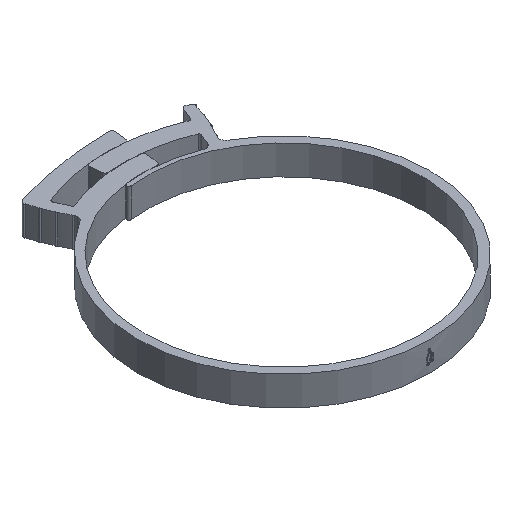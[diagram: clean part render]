
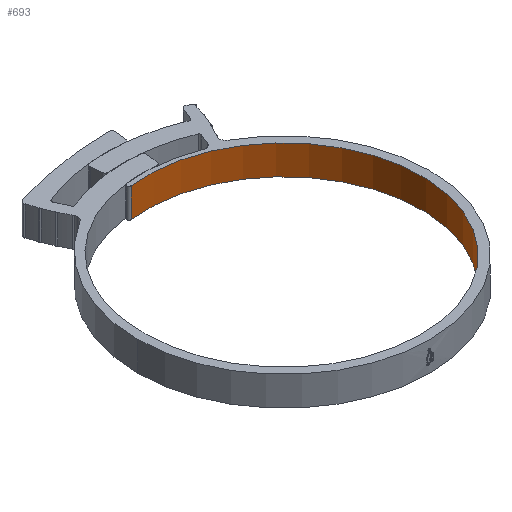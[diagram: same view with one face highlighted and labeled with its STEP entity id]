
A CAD part, isometric view. The second image highlights one B-rep face of the part: STEP entity #693.
In plain terms, the highlighted cylindrical face has radius 42.2 mm (diameter 84.4 mm), a partial arc.
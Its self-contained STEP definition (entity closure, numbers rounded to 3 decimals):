
#27 = VERTEX_POINT ( 'NONE', #1802 ) ;
#164 = LINE ( 'NONE', #2207, #2387 ) ;
#165 = EDGE_CURVE ( 'NONE', #27, #5449, #3920, .T. ) ;
#229 = CARTESIAN_POINT ( 'NONE',  ( -42.2, 0., 4.5 ) ) ;
#238 = LINE ( 'NONE', #5481, #2601 ) ;
#693 = ADVANCED_FACE ( 'NONE', ( #1660 ), #1698, .F. ) ;
#790 = DIRECTION ( 'NONE',  ( 0., 0., -1. ) ) ;
#1146 = DIRECTION ( 'NONE',  ( 0., 0., -1. ) ) ;
#1179 = CARTESIAN_POINT ( 'NONE',  ( 0., 0., 4.5 ) ) ;
#1248 = EDGE_LOOP ( 'NONE', ( #5562, #1396, #1273, #3965 ) ) ;
#1273 = ORIENTED_EDGE ( 'NONE', *, *, #4193, .F. ) ;
#1333 = EDGE_CURVE ( 'NONE', #5373, #27, #164, .T. ) ;
#1396 = ORIENTED_EDGE ( 'NONE', *, *, #1781, .F. ) ;
#1416 = VERTEX_POINT ( 'NONE', #229 ) ;
#1604 = CARTESIAN_POINT ( 'NONE',  ( 0., 0., -4.5 ) ) ;
#1660 = FACE_OUTER_BOUND ( 'NONE', #1248, .T. ) ;
#1698 = CYLINDRICAL_SURFACE ( 'NONE', #6038, 42.2 ) ;
#1781 = EDGE_CURVE ( 'NONE', #1416, #5449, #238, .T. ) ;
#1802 = CARTESIAN_POINT ( 'NONE',  ( -5., 41.903, -4.5 ) ) ;
#2207 = CARTESIAN_POINT ( 'NONE',  ( -5., 41.903, 4.5 ) ) ;
#2229 = DIRECTION ( 'NONE',  ( -1., 0., 0. ) ) ;
#2387 = VECTOR ( 'NONE', #790, 1000. ) ;
#2601 = VECTOR ( 'NONE', #6349, 1000. ) ;
#2921 = DIRECTION ( 'NONE',  ( 0., 0., -1. ) ) ;
#3116 = CARTESIAN_POINT ( 'NONE',  ( -42.2, 0., -4.5 ) ) ;
#3463 = CARTESIAN_POINT ( 'NONE',  ( -5., 41.903, 4.5 ) ) ;
#3920 = CIRCLE ( 'NONE', #5924, 42.2 ) ;
#3965 = ORIENTED_EDGE ( 'NONE', *, *, #1333, .T. ) ;
#4193 = EDGE_CURVE ( 'NONE', #5373, #1416, #6353, .T. ) ;
#4893 = CARTESIAN_POINT ( 'NONE',  ( 0., 0., 4.5 ) ) ;
#4956 = DIRECTION ( 'NONE',  ( -1., 0., 0. ) ) ;
#5185 = DIRECTION ( 'NONE',  ( -1., 0., 0. ) ) ;
#5373 = VERTEX_POINT ( 'NONE', #3463 ) ;
#5426 = AXIS2_PLACEMENT_3D ( 'NONE', #4893, #2921, #4956 ) ;
#5449 = VERTEX_POINT ( 'NONE', #3116 ) ;
#5481 = CARTESIAN_POINT ( 'NONE',  ( -42.2, 0., 4.5 ) ) ;
#5562 = ORIENTED_EDGE ( 'NONE', *, *, #165, .T. ) ;
#5691 = DIRECTION ( 'NONE',  ( 0., 0., -1. ) ) ;
#5924 = AXIS2_PLACEMENT_3D ( 'NONE', #1604, #5691, #5185 ) ;
#6038 = AXIS2_PLACEMENT_3D ( 'NONE', #1179, #1146, #2229 ) ;
#6349 = DIRECTION ( 'NONE',  ( 0., 0., -1. ) ) ;
#6353 = CIRCLE ( 'NONE', #5426, 42.2 ) ;
